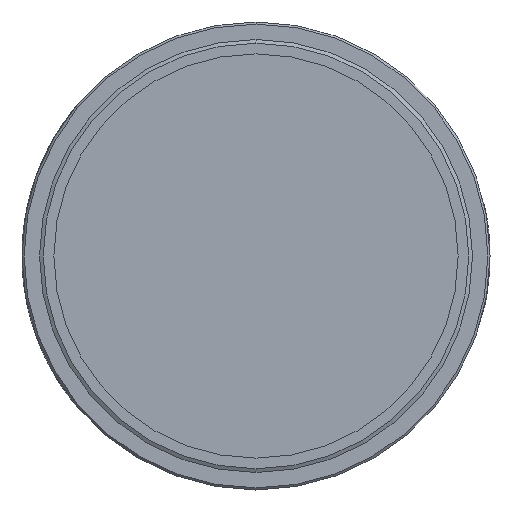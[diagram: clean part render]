
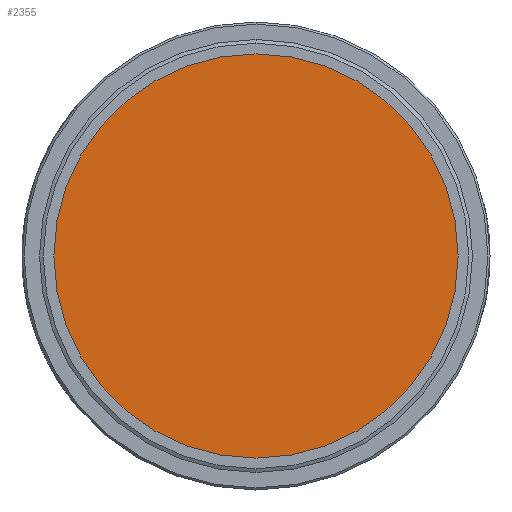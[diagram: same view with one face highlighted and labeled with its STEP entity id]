
A CAD part, left-side view. The second image highlights one B-rep face of the part: STEP entity #2355.
In plain terms, the highlighted planar face has unit normal (-1, 0, 0).
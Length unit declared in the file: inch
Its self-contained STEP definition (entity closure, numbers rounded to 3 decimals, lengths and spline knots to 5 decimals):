
#354 = CIRCLE ( 'NONE', #2070, 1. ) ;
#367 = CARTESIAN_POINT ( 'NONE',  ( -0.125, 0., 1. ) ) ;
#473 = EDGE_LOOP ( 'NONE', ( #9510, #533 ) ) ;
#533 = ORIENTED_EDGE ( 'NONE', *, *, #4961, .F. ) ;
#841 = DIRECTION ( 'NONE',  ( 1., 0., 0. ) ) ;
#967 = CARTESIAN_POINT ( 'NONE',  ( -0.125, 0., 0. ) ) ;
#1778 = DIRECTION ( 'NONE',  ( 0., 0., -1. ) ) ;
#2070 = AXIS2_PLACEMENT_3D ( 'NONE', #967, #6353, #1778 ) ;
#2128 = AXIS2_PLACEMENT_3D ( 'NONE', #5475, #841, #6237 ) ;
#2345 = DIRECTION ( 'NONE',  ( 1., 0., 0. ) ) ;
#2355 = ADVANCED_FACE ( 'NONE', ( #4027 ), #9892, .F. ) ;
#2451 = VERTEX_POINT ( 'NONE', #9927 ) ;
#2672 = EDGE_CURVE ( 'NONE', #2451, #4467, #7141, .T. ) ;
#4027 = FACE_OUTER_BOUND ( 'NONE', #473, .T. ) ;
#4467 = VERTEX_POINT ( 'NONE', #367 ) ;
#4961 = EDGE_CURVE ( 'NONE', #4467, #2451, #354, .T. ) ;
#5475 = CARTESIAN_POINT ( 'NONE',  ( -0.125, 0., 0. ) ) ;
#6237 = DIRECTION ( 'NONE',  ( 0., 0., -1. ) ) ;
#6353 = DIRECTION ( 'NONE',  ( 1., 0., 0. ) ) ;
#6921 = CARTESIAN_POINT ( 'NONE',  ( -0.125, 0., 0. ) ) ;
#7141 = CIRCLE ( 'NONE', #2128, 1. ) ;
#7703 = DIRECTION ( 'NONE',  ( 0., 0., -1. ) ) ;
#8443 = AXIS2_PLACEMENT_3D ( 'NONE', #6921, #2345, #7703 ) ;
#9510 = ORIENTED_EDGE ( 'NONE', *, *, #2672, .F. ) ;
#9892 = PLANE ( 'NONE',  #8443 ) ;
#9927 = CARTESIAN_POINT ( 'NONE',  ( -0.125, 0., -1. ) ) ;
